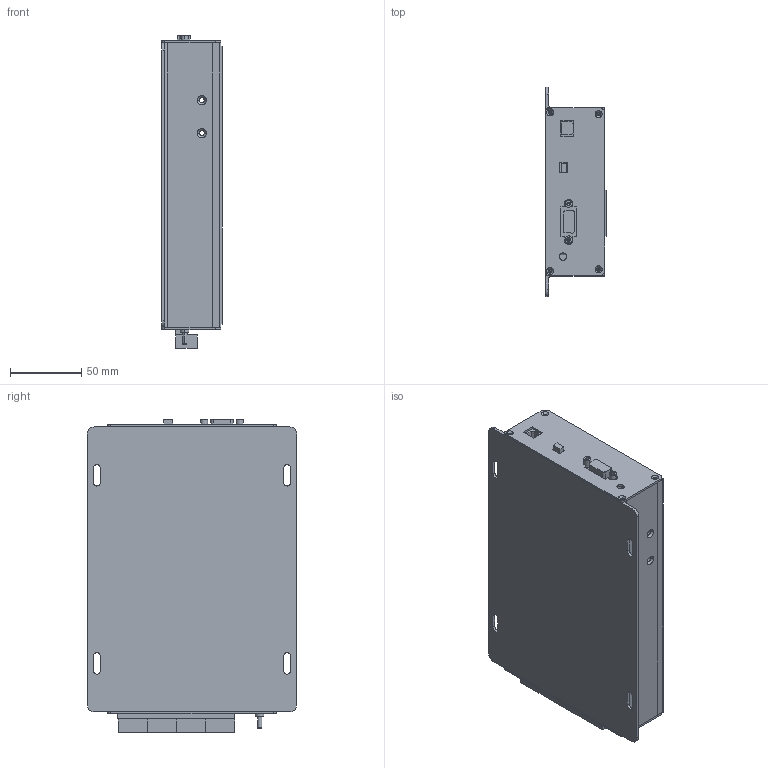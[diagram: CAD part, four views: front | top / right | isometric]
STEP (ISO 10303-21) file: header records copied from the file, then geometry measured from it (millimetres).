
FILE_DESCRIPTION((''),'2;1');
FILE_NAME('ASM100000_ASM','2014-01-17T',('Zhang'),(''),'PRO/ENGINEER BY PARAMETRIC TECHNOLOGY CORPORATION, 2004110','PRO/ENGINEER BY PARAMETRIC TECHNOLOGY CORPORATION, 2004110','');
FILE_SCHEMA(('CONFIG_CONTROL_DESIGN'));
Length unit declared in the file: millimetre
Products named in the file (8): 100000; 100010; 100001; 100012; 100017; 100013; CONNECTOR; ASM100000_ASM
Assembly tree (10 placements, depth 2):
  ASM100000_ASM
    100000
    100010
    100001
    100012
    100017
    100013
    CONNECTOR  x4
Bounding box: 42.3 x 147 x 219.3 mm (x, y, z)
Volume: 278397.5 mm3; surface area: 234507.3 mm2
Topology: 10 solids, 20 shells, 346 faces, 890 edges, 574 vertices
Faces by surface type: plane 186, cylinder 114, cone 44, torus 2
Entity records: 10263 total; most frequent: DIRECTION 1814, CARTESIAN_POINT 1736, ORIENTED_EDGE 1628, EDGE_CURVE 834, AXIS2_PLACEMENT_3D 628, VECTOR 558, LINE 558, VERTEX_POINT 550
